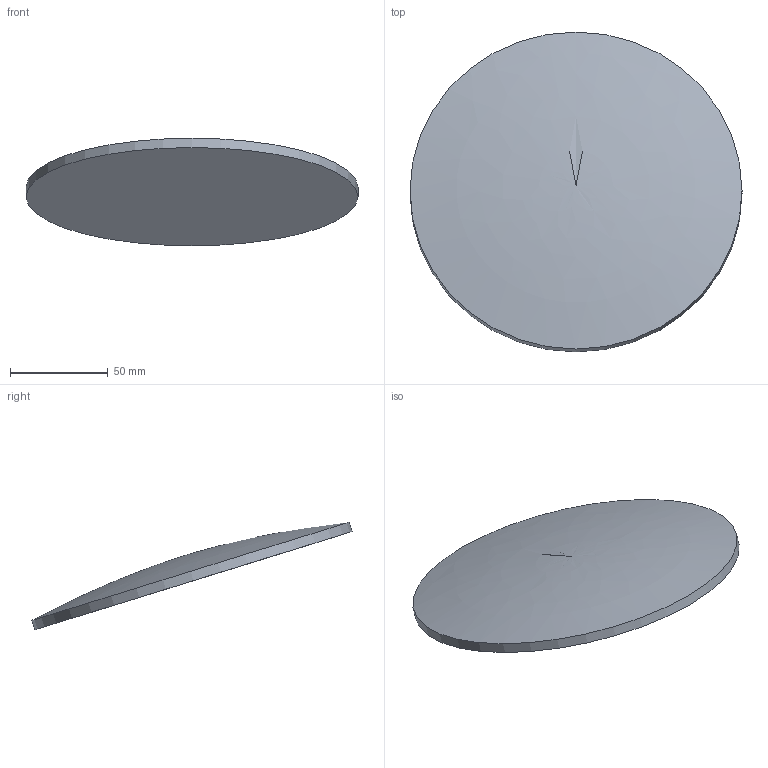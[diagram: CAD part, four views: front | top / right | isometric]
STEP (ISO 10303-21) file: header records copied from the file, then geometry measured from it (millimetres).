
FILE_DESCRIPTION(('STEP AP214'),'1');
FILE_NAME('conf_1_LENS3.stp','2021-03-26T02:32:49',(' '),('ZEMAX'),'Spatial InterOp 3D',' ',' ');
FILE_SCHEMA(('AUTOMOTIVE_DESIGN { 1 0 10303 214 1 1 1 1 }'));
Length unit declared in the file: millimetre
Products named in the file (2): TMP_Mech_Var7A_beta1_with_defocus.zmx; surfaces 72,73
Assembly tree (1 placements, depth 2):
  TMP_Mech_Var7A_beta1_with_defocus.zmx
    surfaces 72,73
Bounding box: 170 x 163.88 x 55.04 mm (x, y, z)
Volume: 207704.5 mm3; surface area: 48282.1 mm2
Topology: 1 solids, 1 shells, 3 faces, 5 edges, 3 vertices
Faces by surface type: revolution 1, cylinder 1, plane 1
Full cylindrical faces by diameter (mm): 170 x1
Entity records: 167 total; most frequent: CARTESIAN_POINT 76, DIRECTION 13, AXIS2_PLACEMENT_3D 6, DIMENSIONAL_EXPONENTS 4, FACE_BOUND 4, EDGE_LOOP 4, ORIENTED_EDGE 4, PRODUCT_DEFINITION_SHAPE 3
